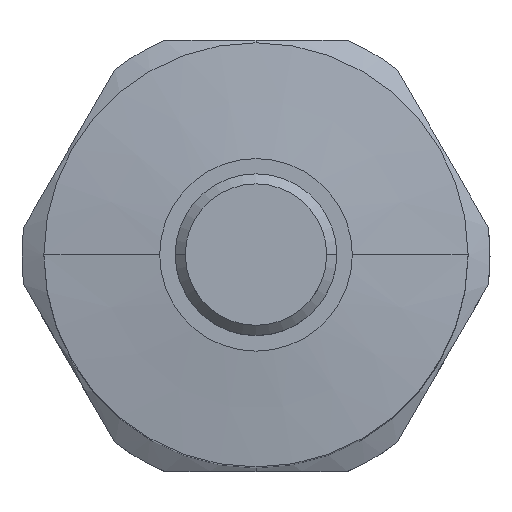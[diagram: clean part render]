
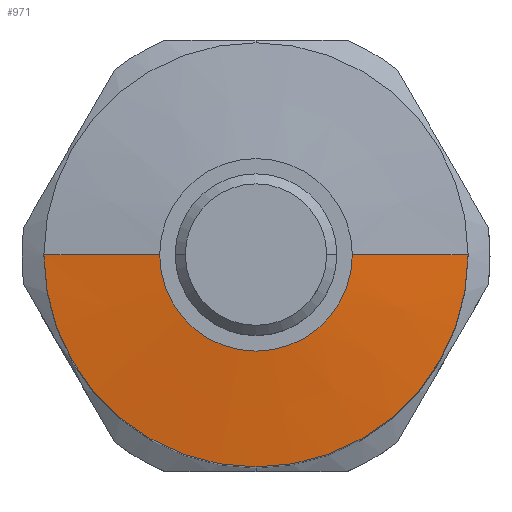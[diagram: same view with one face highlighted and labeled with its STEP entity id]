
A CAD part, top view. The second image highlights one B-rep face of the part: STEP entity #971.
In plain terms, the highlighted conical face has half-angle 83.367 degrees and reference radius 15.75 mm.
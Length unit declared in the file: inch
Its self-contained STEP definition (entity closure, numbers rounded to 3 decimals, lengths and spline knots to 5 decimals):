
#112 = CONICAL_SURFACE ( 'NONE', #312, 0.62008, 1.455 ) ;
#263 = FACE_OUTER_BOUND ( 'NONE', #1363, .T. ) ;
#273 = DIRECTION ( 'NONE',  ( 0., 0., -1. ) ) ;
#312 = AXIS2_PLACEMENT_3D ( 'NONE', #1582, #1076, #3159 ) ;
#424 = CARTESIAN_POINT ( 'NONE',  ( 0.2815, 0., 0.42126 ) ) ;
#558 = VERTEX_POINT ( 'NONE', #3030 ) ;
#628 = VECTOR ( 'NONE', #2774, 39.37008 ) ;
#636 = CARTESIAN_POINT ( 'NONE',  ( -0.2815, 0., 0.42126 ) ) ;
#708 = DIRECTION ( 'NONE',  ( -1., 0., 0. ) ) ;
#741 = DIRECTION ( 'NONE',  ( -1., 0., 0. ) ) ;
#747 = AXIS2_PLACEMENT_3D ( 'NONE', #1274, #2121, #741 ) ;
#960 = ORIENTED_EDGE ( 'NONE', *, *, #3114, .T. ) ;
#966 = VERTEX_POINT ( 'NONE', #1189 ) ;
#971 = ADVANCED_FACE ( 'FACE10', ( #263 ), #112, .T. ) ;
#984 = CIRCLE ( 'NONE', #2650, 0.2815 ) ;
#1076 = DIRECTION ( 'NONE',  ( 0., 0., -1. ) ) ;
#1115 = VERTEX_POINT ( 'NONE', #636 ) ;
#1135 = EDGE_CURVE ( 'NONE', #1947, #966, #3161, .T. ) ;
#1182 = ORIENTED_EDGE ( 'NONE', *, *, #2603, .F. ) ;
#1189 = CARTESIAN_POINT ( 'NONE',  ( 0.62008, 0., 0.38189 ) ) ;
#1274 = CARTESIAN_POINT ( 'NONE',  ( 0., 0., 0.38189 ) ) ;
#1282 = DIRECTION ( 'NONE',  ( 0.993, 0., -0.116 ) ) ;
#1363 = EDGE_LOOP ( 'NONE', ( #1476, #960, #2034, #1182 ) ) ;
#1476 = ORIENTED_EDGE ( 'NONE', *, *, #1135, .F. ) ;
#1548 = CARTESIAN_POINT ( 'NONE',  ( -0.62008, 0., 0.38189 ) ) ;
#1582 = CARTESIAN_POINT ( 'NONE',  ( 0., 0., 0.38189 ) ) ;
#1947 = VERTEX_POINT ( 'NONE', #424 ) ;
#2034 = ORIENTED_EDGE ( 'NONE', *, *, #2046, .T. ) ;
#2046 = EDGE_CURVE ( 'NONE', #1115, #558, #2817, .T. ) ;
#2121 = DIRECTION ( 'NONE',  ( 0., 0., -1. ) ) ;
#2407 = VECTOR ( 'NONE', #1282, 39.37008 ) ;
#2472 = CIRCLE ( 'NONE', #747, 0.62008 ) ;
#2603 = EDGE_CURVE ( 'NONE', #966, #558, #2472, .T. ) ;
#2650 = AXIS2_PLACEMENT_3D ( 'NONE', #3018, #273, #708 ) ;
#2669 = CARTESIAN_POINT ( 'NONE',  ( 0.62008, 0., 0.38189 ) ) ;
#2774 = DIRECTION ( 'NONE',  ( -0.993, 0., -0.116 ) ) ;
#2817 = LINE ( 'NONE', #1548, #628 ) ;
#3018 = CARTESIAN_POINT ( 'NONE',  ( 0., 0., 0.42126 ) ) ;
#3030 = CARTESIAN_POINT ( 'NONE',  ( -0.62008, 0., 0.38189 ) ) ;
#3114 = EDGE_CURVE ( 'NONE', #1947, #1115, #984, .T. ) ;
#3159 = DIRECTION ( 'NONE',  ( -1., 0., 0. ) ) ;
#3161 = LINE ( 'NONE', #2669, #2407 ) ;
